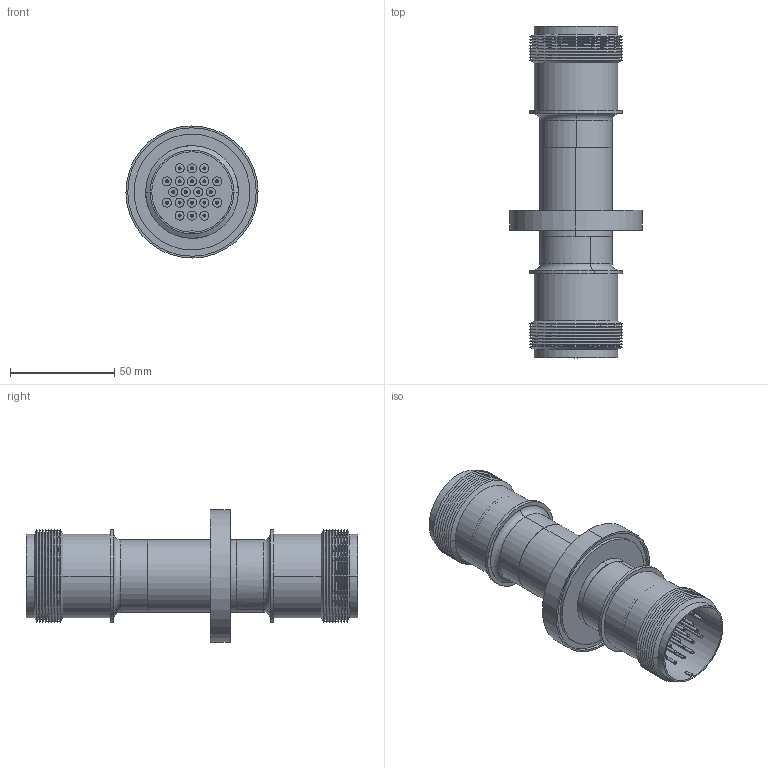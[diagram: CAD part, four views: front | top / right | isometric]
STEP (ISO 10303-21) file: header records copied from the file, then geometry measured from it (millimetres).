
FILE_DESCRIPTION (( 'STEP AP203' ), '1' );
FILE_NAME ('A1090-1-W.STEP', '2013-03-18T13:52:30', ( '' ), ( '' ), 'SwSTEP 2.0', 'SolidWorks 2012', '' );
FILE_SCHEMA (( 'CONFIG_CONTROL_DESIGN' ));
Length unit declared in the file: inch
Products named in the file (1): A1090-1-W
Bounding box: 63.37 x 159.13 x 63.37 mm (x, y, z)
Volume: 58785.7 mm3; surface area: 78325.9 mm2
Topology: 1 solids, 2 shells, 912 faces, 2010 edges, 1268 vertices
Faces by surface type: cylinder 514, plane 198, torus 128, cone 72
Entity records: 26011 total; most frequent: DIRECTION 5178, CARTESIAN_POINT 4215, ORIENTED_EDGE 4020, AXIS2_PLACEMENT_3D 2263, EDGE_CURVE 2010, CIRCLE 1350, VERTEX_POINT 1268, EDGE_LOOP 1244
